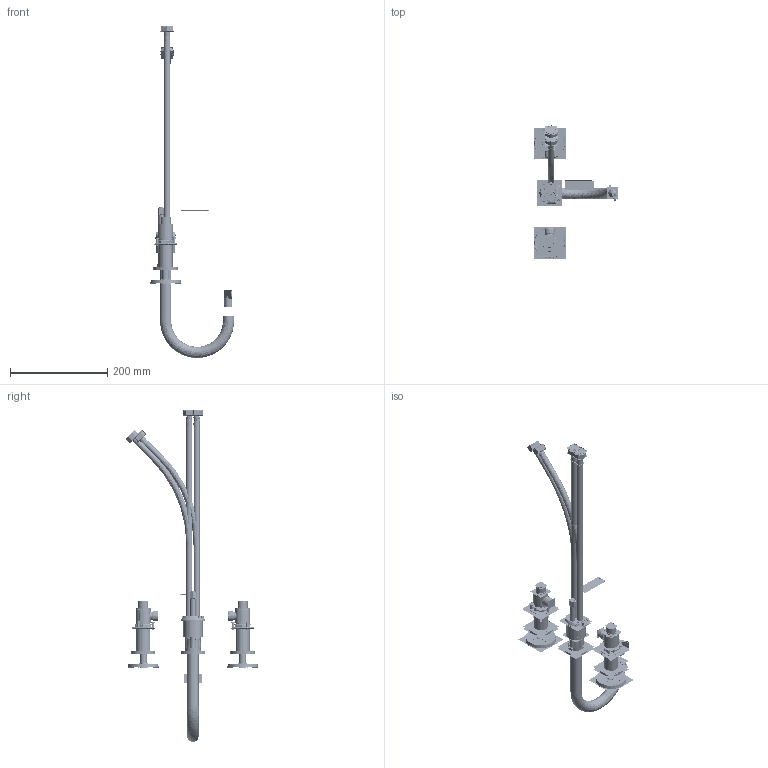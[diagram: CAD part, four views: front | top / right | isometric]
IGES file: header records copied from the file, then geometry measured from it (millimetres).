
Start section:  PTC IGES file: RIV6.igs
Global section: file name: RIV6.igs; native system: Pro/ENGINEER by Parametric Technology Corporation; preprocessor: 2009360; author: user321; organization: Unknown; date: 20200406.082516; units: millimetre
Bounding box: 173.72 x 273.52 x 681.89 mm (x, y, z)
Volume: 332287.5 mm3; surface area: 2463885.7 mm2
Topology: 64 solids, 131 shells, 7684 faces, 39517 edges, 50481 vertices
Faces by surface type: revolution 4084, bspline 3600
